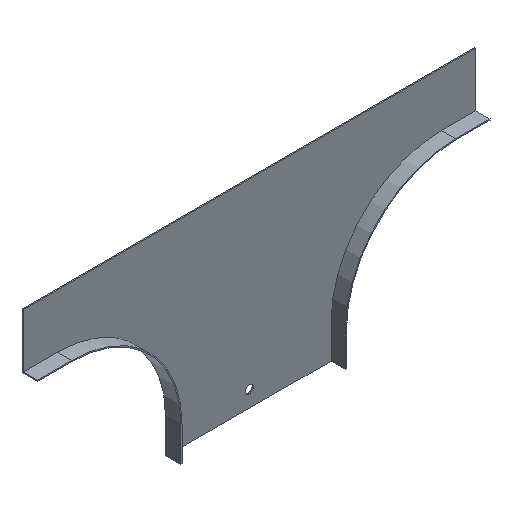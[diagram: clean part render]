
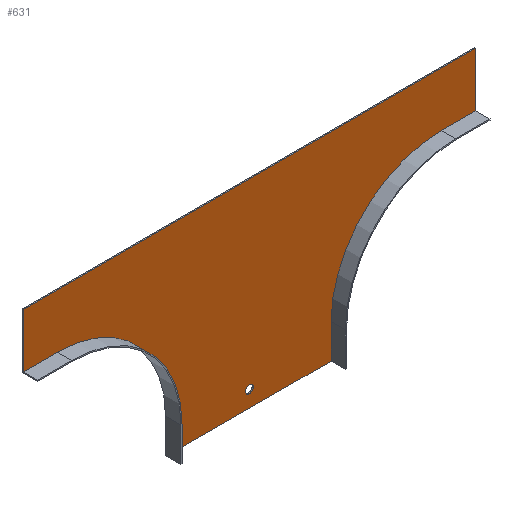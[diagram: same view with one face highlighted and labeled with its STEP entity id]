
A CAD part, isometric view. The second image highlights one B-rep face of the part: STEP entity #631.
In plain terms, the highlighted planar face has unit normal (0, -1, 0).
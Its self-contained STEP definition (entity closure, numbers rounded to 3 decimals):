
#1 = CARTESIAN_POINT ( 'NONE',  ( -174., 0., -49. ) ) ;
#23 = DIRECTION ( 'NONE',  ( 0., 0., 1. ) ) ;
#25 = CARTESIAN_POINT ( 'NONE',  ( 75., 0., -180. ) ) ;
#30 = CARTESIAN_POINT ( 'NONE',  ( -74., 0., -149. ) ) ;
#32 = DIRECTION ( 'NONE',  ( -1., 0., 0. ) ) ;
#47 = DIRECTION ( 'NONE',  ( 0., 0., -1. ) ) ;
#48 = DIRECTION ( 'NONE',  ( 0., -1., 0. ) ) ;
#49 = CARTESIAN_POINT ( 'NONE',  ( -174., 0., -149. ) ) ;
#62 = DIRECTION ( 'NONE',  ( 0., 0., 1. ) ) ;
#63 = DIRECTION ( 'NONE',  ( 1., 0., 0. ) ) ;
#64 = CARTESIAN_POINT ( 'NONE',  ( -174., 0., -49. ) ) ;
#65 = CARTESIAN_POINT ( 'NONE',  ( -205., 0., 0. ) ) ;
#69 = CARTESIAN_POINT ( 'NONE',  ( 74., 0., -149. ) ) ;
#71 = DIRECTION ( 'NONE',  ( 0., 0., -1. ) ) ;
#72 = DIRECTION ( 'NONE',  ( -1., 0., 0. ) ) ;
#73 = CARTESIAN_POINT ( 'NONE',  ( 205., 0., 0. ) ) ;
#74 = DIRECTION ( 'NONE',  ( 0., 0., -1. ) ) ;
#75 = DIRECTION ( 'NONE',  ( 0., 1., 0. ) ) ;
#79 = CARTESIAN_POINT ( 'NONE',  ( 174., 0., -149. ) ) ;
#82 = CARTESIAN_POINT ( 'NONE',  ( -205., 0., 0. ) ) ;
#83 = DIRECTION ( 'NONE',  ( 1., 0., 0. ) ) ;
#84 = DIRECTION ( 'NONE',  ( 0., 0., 1. ) ) ;
#85 = DIRECTION ( 'NONE',  ( 0., 0., -1. ) ) ;
#86 = DIRECTION ( 'NONE',  ( 0., 1., 0. ) ) ;
#87 = CARTESIAN_POINT ( 'NONE',  ( 0., 0., -165. ) ) ;
#94 = DIRECTION ( 'NONE',  ( 0., 0., -1. ) ) ;
#95 = DIRECTION ( 'NONE',  ( 0., -1., 0. ) ) ;
#98 = CARTESIAN_POINT ( 'NONE',  ( -174., 0., -149. ) ) ;
#99 = PLANE ( 'NONE',  #723 ) ;
#126 = VECTOR ( 'NONE', #72, 1000. ) ;
#127 = CIRCLE ( 'NONE', #361, 100. ) ;
#128 = LINE ( 'NONE', #64, #126 ) ;
#129 = VECTOR ( 'NONE', #62, 1000. ) ;
#131 = VECTOR ( 'NONE', #63, 1000. ) ;
#134 = LINE ( 'NONE', #65, #131 ) ;
#135 = VECTOR ( 'NONE', #71, 1000. ) ;
#136 = LINE ( 'NONE', #82, #129 ) ;
#137 = VECTOR ( 'NONE', #83, 1000. ) ;
#138 = LINE ( 'NONE', #1, #137 ) ;
#139 = VECTOR ( 'NONE', #84, 1000. ) ;
#140 = LINE ( 'NONE', #73, #135 ) ;
#141 = LINE ( 'NONE', #30, #139 ) ;
#142 = CIRCLE ( 'NONE', #363, 100. ) ;
#144 = CIRCLE ( 'NONE', #365, 3.5 ) ;
#147 = VECTOR ( 'NONE', #23, 1000. ) ;
#149 = LINE ( 'NONE', #25, #150 ) ;
#150 = VECTOR ( 'NONE', #32, 1000. ) ;
#152 = LINE ( 'NONE', #69, #147 ) ;
#157 = FACE_OUTER_BOUND ( 'NONE', #593, .T. ) ;
#160 = FACE_BOUND ( 'NONE', #594, .T. ) ;
#227 = CARTESIAN_POINT ( 'NONE',  ( -205., 0., 0. ) ) ;
#231 = CARTESIAN_POINT ( 'NONE',  ( -205., 0., -49. ) ) ;
#233 = CARTESIAN_POINT ( 'NONE',  ( 74., 0., -149. ) ) ;
#243 = CARTESIAN_POINT ( 'NONE',  ( -174., 0., -49. ) ) ;
#246 = CARTESIAN_POINT ( 'NONE',  ( -74., 0., -149. ) ) ;
#247 = CARTESIAN_POINT ( 'NONE',  ( 205., 0., -49. ) ) ;
#248 = CARTESIAN_POINT ( 'NONE',  ( -74., 0., -180. ) ) ;
#258 = CARTESIAN_POINT ( 'NONE',  ( 205., 0., 0. ) ) ;
#268 = CARTESIAN_POINT ( 'NONE',  ( 74., 0., -180. ) ) ;
#269 = CARTESIAN_POINT ( 'NONE',  ( 174., 0., -49. ) ) ;
#294 = VERTEX_POINT ( 'NONE', #643 ) ;
#361 = AXIS2_PLACEMENT_3D ( 'NONE', #49, #48, #47 ) ;
#363 = AXIS2_PLACEMENT_3D ( 'NONE', #79, #75, #74 ) ;
#365 = AXIS2_PLACEMENT_3D ( 'NONE', #87, #86, #85 ) ;
#405 = VERTEX_POINT ( 'NONE', #248 ) ;
#416 = VERTEX_POINT ( 'NONE', #269 ) ;
#417 = VERTEX_POINT ( 'NONE', #268 ) ;
#426 = VERTEX_POINT ( 'NONE', #258 ) ;
#430 = VERTEX_POINT ( 'NONE', #247 ) ;
#431 = VERTEX_POINT ( 'NONE', #246 ) ;
#433 = VERTEX_POINT ( 'NONE', #243 ) ;
#434 = VERTEX_POINT ( 'NONE', #233 ) ;
#436 = VERTEX_POINT ( 'NONE', #231 ) ;
#437 = VERTEX_POINT ( 'NONE', #227 ) ;
#438 = ORIENTED_EDGE ( 'NONE', *, *, #675, .F. ) ;
#447 = ORIENTED_EDGE ( 'NONE', *, *, #679, .T. ) ;
#448 = ORIENTED_EDGE ( 'NONE', *, *, #680, .F. ) ;
#451 = ORIENTED_EDGE ( 'NONE', *, *, #682, .T. ) ;
#463 = ORIENTED_EDGE ( 'NONE', *, *, #683, .F. ) ;
#467 = ORIENTED_EDGE ( 'NONE', *, *, #685, .F. ) ;
#477 = ORIENTED_EDGE ( 'NONE', *, *, #686, .F. ) ;
#478 = ORIENTED_EDGE ( 'NONE', *, *, #688, .F. ) ;
#479 = ORIENTED_EDGE ( 'NONE', *, *, #689, .F. ) ;
#485 = ORIENTED_EDGE ( 'NONE', *, *, #681, .T. ) ;
#559 = ORIENTED_EDGE ( 'NONE', *, *, #676, .T. ) ;
#593 = EDGE_LOOP ( 'NONE', ( #448, #438, #559, #485, #451, #463, #467, #477, #478, #479 ) ) ;
#594 = EDGE_LOOP ( 'NONE', ( #447 ) ) ;
#631 = ADVANCED_FACE ( 'NONE', ( #160, #157 ), #99, .T. ) ;
#643 = CARTESIAN_POINT ( 'NONE',  ( 0., 0., -168.5 ) ) ;
#675 = EDGE_CURVE ( 'NONE', #417, #405, #149, .T. ) ;
#676 = EDGE_CURVE ( 'NONE', #417, #434, #152, .T. ) ;
#679 = EDGE_CURVE ( 'NONE', #294, #294, #144, .T. ) ;
#680 = EDGE_CURVE ( 'NONE', #405, #431, #141, .T. ) ;
#681 = EDGE_CURVE ( 'NONE', #434, #416, #142, .T. ) ;
#682 = EDGE_CURVE ( 'NONE', #416, #430, #138, .T. ) ;
#683 = EDGE_CURVE ( 'NONE', #426, #430, #140, .T. ) ;
#685 = EDGE_CURVE ( 'NONE', #437, #426, #134, .T. ) ;
#686 = EDGE_CURVE ( 'NONE', #436, #437, #136, .T. ) ;
#688 = EDGE_CURVE ( 'NONE', #433, #436, #128, .T. ) ;
#689 = EDGE_CURVE ( 'NONE', #431, #433, #127, .T. ) ;
#723 = AXIS2_PLACEMENT_3D ( 'NONE', #98, #95, #94 ) ;
